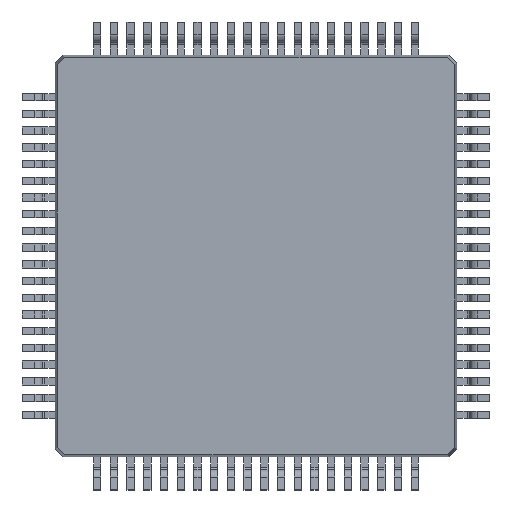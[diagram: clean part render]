
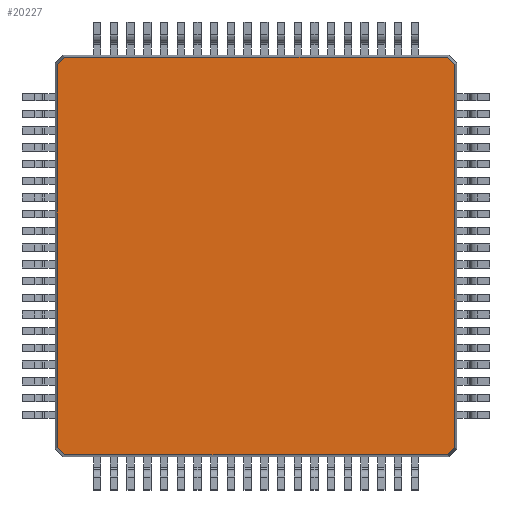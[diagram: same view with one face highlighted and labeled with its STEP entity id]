
A CAD part, front view. The second image highlights one B-rep face of the part: STEP entity #20227.
In plain terms, the highlighted planar face has unit normal (0, -1, 0).
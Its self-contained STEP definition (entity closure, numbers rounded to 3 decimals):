
#711 = VERTEX_POINT ( 'NONE', #29858 ) ;
#830 = CARTESIAN_POINT ( 'NONE',  ( 0., -0.525, -5.944 ) ) ;
#3891 = AXIS2_PLACEMENT_3D ( 'NONE', #43949, #27962, #4197 ) ;
#3964 = ORIENTED_EDGE ( 'NONE', *, *, #26445, .T. ) ;
#4197 = DIRECTION ( 'NONE',  ( 0., 0., -1. ) ) ;
#4689 = CARTESIAN_POINT ( 'NONE',  ( -5.944, -0.525, 0. ) ) ;
#4784 = EDGE_CURVE ( 'NONE', #37926, #16879, #10320, .T. ) ;
#5142 = LINE ( 'NONE', #48318, #46994 ) ;
#6293 = EDGE_LOOP ( 'NONE', ( #43601, #41966, #9102, #28705, #49247, #48760, #9794, #3964 ) ) ;
#8305 = LINE ( 'NONE', #32488, #38146 ) ;
#8953 = VECTOR ( 'NONE', #28272, 1000. ) ;
#9102 = ORIENTED_EDGE ( 'NONE', *, *, #40107, .T. ) ;
#9244 = EDGE_CURVE ( 'NONE', #16879, #16262, #8305, .T. ) ;
#9794 = ORIENTED_EDGE ( 'NONE', *, *, #9244, .T. ) ;
#10320 = LINE ( 'NONE', #48821, #42084 ) ;
#11388 = LINE ( 'NONE', #4689, #34909 ) ;
#13213 = DIRECTION ( 'NONE',  ( -0.702, 0., -0.712 ) ) ;
#14636 = CARTESIAN_POINT ( 'NONE',  ( 5.719, -0.525, 5.944 ) ) ;
#15966 = LINE ( 'NONE', #830, #36307 ) ;
#16262 = VERTEX_POINT ( 'NONE', #46187 ) ;
#16736 = VERTEX_POINT ( 'NONE', #52201 ) ;
#16874 = VERTEX_POINT ( 'NONE', #18180 ) ;
#16879 = VERTEX_POINT ( 'NONE', #14636 ) ;
#17856 = EDGE_CURVE ( 'NONE', #52535, #37926, #34953, .T. ) ;
#17935 = EDGE_CURVE ( 'NONE', #711, #52535, #5142, .T. ) ;
#18151 = EDGE_CURVE ( 'NONE', #16736, #38139, #11388, .T. ) ;
#18180 = CARTESIAN_POINT ( 'NONE',  ( -5.719, -0.525, -5.944 ) ) ;
#19772 = CARTESIAN_POINT ( 'NONE',  ( 5.944, -0.525, 5.723 ) ) ;
#20083 = CARTESIAN_POINT ( 'NONE',  ( 5.944, -0.525, -5.719 ) ) ;
#20227 = ADVANCED_FACE ( 'NONE', ( #34497 ), #28474, .F. ) ;
#25454 = LINE ( 'NONE', #33629, #34948 ) ;
#26445 = EDGE_CURVE ( 'NONE', #16262, #16736, #36157, .T. ) ;
#27962 = DIRECTION ( 'NONE',  ( 0., 1., 0. ) ) ;
#28272 = DIRECTION ( 'NONE',  ( 0., 0., 1. ) ) ;
#28474 = PLANE ( 'NONE',  #3891 ) ;
#28705 = ORIENTED_EDGE ( 'NONE', *, *, #17935, .T. ) ;
#29479 = DIRECTION ( 'NONE',  ( 0., 0., -1. ) ) ;
#29858 = CARTESIAN_POINT ( 'NONE',  ( 5.723, -0.525, -5.944 ) ) ;
#32354 = CARTESIAN_POINT ( 'NONE',  ( 5.944, -0.525, 0. ) ) ;
#32488 = CARTESIAN_POINT ( 'NONE',  ( 0., -0.525, 5.944 ) ) ;
#33629 = CARTESIAN_POINT ( 'NONE',  ( -5.72, -0.525, -5.944 ) ) ;
#34497 = FACE_OUTER_BOUND ( 'NONE', #6293, .T. ) ;
#34909 = VECTOR ( 'NONE', #29479, 1000. ) ;
#34948 = VECTOR ( 'NONE', #42018, 1000. ) ;
#34953 = LINE ( 'NONE', #32354, #8953 ) ;
#36157 = LINE ( 'NONE', #37329, #51303 ) ;
#36307 = VECTOR ( 'NONE', #45567, 1000. ) ;
#36820 = DIRECTION ( 'NONE',  ( -0.712, 0., 0.702 ) ) ;
#37329 = CARTESIAN_POINT ( 'NONE',  ( -5.944, -0.525, 5.72 ) ) ;
#37926 = VERTEX_POINT ( 'NONE', #19772 ) ;
#38139 = VERTEX_POINT ( 'NONE', #41980 ) ;
#38146 = VECTOR ( 'NONE', #52460, 1000. ) ;
#40107 = EDGE_CURVE ( 'NONE', #16874, #711, #15966, .T. ) ;
#41966 = ORIENTED_EDGE ( 'NONE', *, *, #43893, .T. ) ;
#41980 = CARTESIAN_POINT ( 'NONE',  ( -5.944, -0.525, -5.723 ) ) ;
#42018 = DIRECTION ( 'NONE',  ( 0.712, 0., -0.702 ) ) ;
#42084 = VECTOR ( 'NONE', #36820, 1000. ) ;
#43601 = ORIENTED_EDGE ( 'NONE', *, *, #18151, .T. ) ;
#43893 = EDGE_CURVE ( 'NONE', #38139, #16874, #25454, .T. ) ;
#43949 = CARTESIAN_POINT ( 'NONE',  ( 0., -0.525, 0. ) ) ;
#45567 = DIRECTION ( 'NONE',  ( 1., 0., 0. ) ) ;
#46187 = CARTESIAN_POINT ( 'NONE',  ( -5.723, -0.525, 5.944 ) ) ;
#46994 = VECTOR ( 'NONE', #48488, 1000. ) ;
#48318 = CARTESIAN_POINT ( 'NONE',  ( 5.944, -0.525, -5.72 ) ) ;
#48488 = DIRECTION ( 'NONE',  ( 0.702, 0., 0.712 ) ) ;
#48760 = ORIENTED_EDGE ( 'NONE', *, *, #4784, .T. ) ;
#48821 = CARTESIAN_POINT ( 'NONE',  ( 5.72, -0.525, 5.944 ) ) ;
#49247 = ORIENTED_EDGE ( 'NONE', *, *, #17856, .T. ) ;
#51303 = VECTOR ( 'NONE', #13213, 1000. ) ;
#52201 = CARTESIAN_POINT ( 'NONE',  ( -5.944, -0.525, 5.719 ) ) ;
#52460 = DIRECTION ( 'NONE',  ( -1., 0., 0. ) ) ;
#52535 = VERTEX_POINT ( 'NONE', #20083 ) ;
